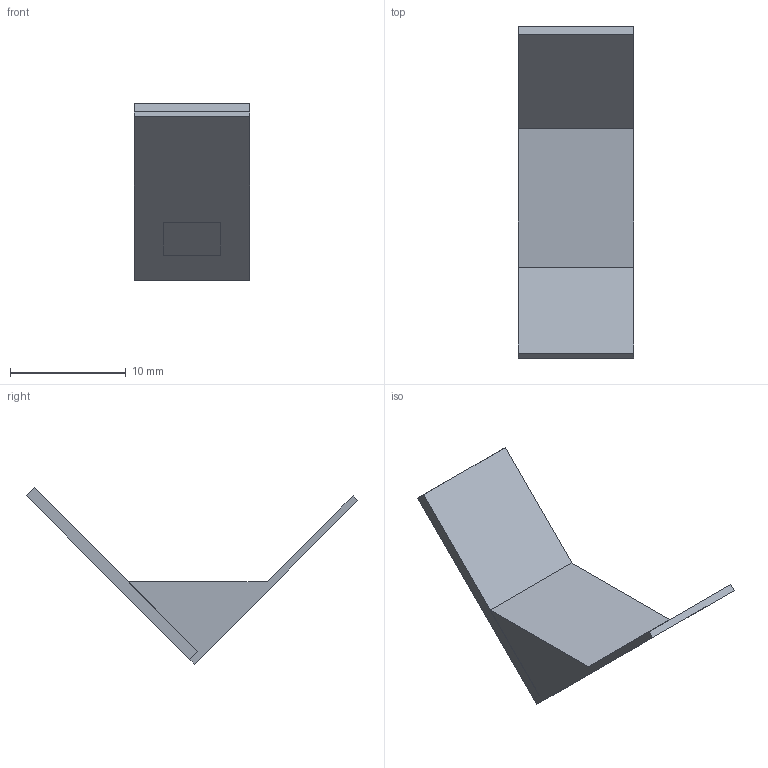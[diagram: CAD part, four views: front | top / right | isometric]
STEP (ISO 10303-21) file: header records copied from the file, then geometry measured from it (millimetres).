
FILE_DESCRIPTION(('FreeCAD Model'),'2;1');
FILE_NAME('Open CASCADE Shape Model','2024-07-11T23:38:11',(''),(''), 'Open CASCADE STEP processor 7.6','FreeCAD','Unknown');
FILE_SCHEMA(('AUTOMOTIVE_DESIGN { 1 0 10303 214 1 1 1 1 }'));
Length unit declared in the file: millimetre
Products named in the file (4): Unnamed; Compound; Cut001; Cut002
Assembly tree (3 placements, depth 2):
  Unnamed
    Compound
    Cut001
    Cut002
Bounding box: 10 x 28.71 x 15.27 mm (x, y, z)
Volume: 680 mm3; surface area: 1292.6 mm2
Topology: 4 solids, 4 shells, 40 faces, 94 edges, 62 vertices
Faces by surface type: plane 40
Entity records: 1229 total; most frequent: CARTESIAN_POINT 200, ORIENTED_EDGE 188, DIRECTION 182, EDGE_CURVE 94, LINE 94, VECTOR 94, VERTEX_POINT 62, AXIS2_PLACEMENT_3D 44
